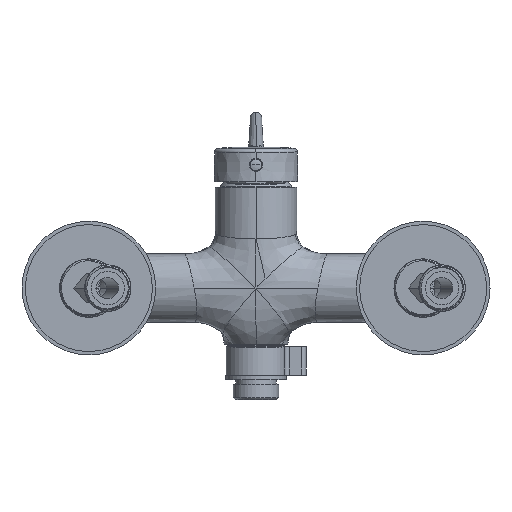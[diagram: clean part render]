
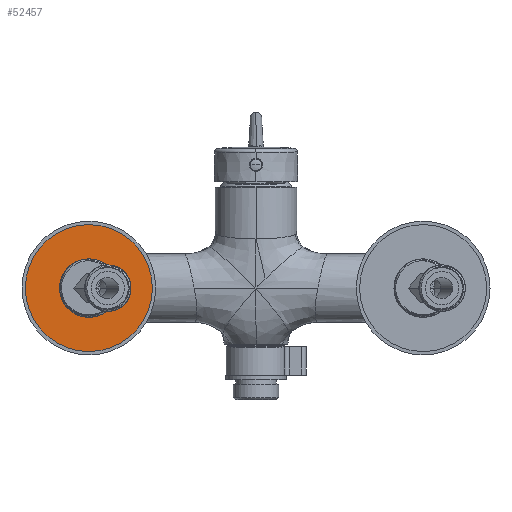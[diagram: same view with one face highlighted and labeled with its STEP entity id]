
A CAD part, front view. The second image highlights one B-rep face of the part: STEP entity #52457.
In plain terms, the highlighted planar face has unit normal (0, -1, 0).
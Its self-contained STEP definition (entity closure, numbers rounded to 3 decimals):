
#52322=CARTESIAN_POINT('',(0.,18.5,0.));
#52323=DIRECTION('',(0.,-1.,0.));
#52324=DIRECTION('',(-1.,0.,0.));
#52325=AXIS2_PLACEMENT_3D('',#52322,#52323,#52324);
#52327=CARTESIAN_POINT('',(0.,18.5,0.));
#52328=DIRECTION('',(0.,1.,0.));
#52329=DIRECTION('',(-1.,0.,0.));
#52330=AXIS2_PLACEMENT_3D('',#52327,#52328,#52329);
#52332=CARTESIAN_POINT('',(0.,18.5,0.));
#52333=DIRECTION('',(0.,1.,0.));
#52334=DIRECTION('',(-1.,0.,0.));
#52335=AXIS2_PLACEMENT_3D('',#52332,#52333,#52334);
#52345=CARTESIAN_POINT('',(0.,18.5,0.));
#52346=DIRECTION('',(0.,-1.,0.));
#52347=DIRECTION('',(-1.,0.,0.));
#52348=AXIS2_PLACEMENT_3D('',#52345,#52346,#52347);
#52389=CARTESIAN_POINT('',(-28.5,18.5,0.));
#52391=VERTEX_POINT('',#52389);
#52392=CARTESIAN_POINT('',(-10.5,18.5,0.));
#52394=VERTEX_POINT('',#52392);
#52401=CARTESIAN_POINT('',(28.5,18.5,0.));
#52403=VERTEX_POINT('',#52401);
#52404=CARTESIAN_POINT('',(10.5,18.5,0.));
#52406=VERTEX_POINT('',#52404);
#52442=CARTESIAN_POINT('',(0.,18.5,0.));
#52443=DIRECTION('',(0.,1.,0.));
#52444=DIRECTION('',(1.,0.,0.));
#52445=AXIS2_PLACEMENT_3D('',#52442,#52443,#52444);
#52446=PLANE('',#52445);
#52447=ORIENTED_EDGE('',*,*,#52434,.F.);
#52448=ORIENTED_EDGE('',*,*,#52423,.T.);
#52449=EDGE_LOOP('',(#52447,#52448));
#52450=FACE_OUTER_BOUND('',#52449,.F.);
#52452=ORIENTED_EDGE('',*,*,#52451,.F.);
#52454=ORIENTED_EDGE('',*,*,#52453,.T.);
#52455=EDGE_LOOP('',(#52452,#52454));
#52456=FACE_BOUND('',#52455,.F.);
#52457=ADVANCED_FACE('',(#52450,#52456),#52446,.F.);
#52326=CIRCLE('',#52325,28.5);
#52331=CIRCLE('',#52330,28.5);
#52336=CIRCLE('',#52335,10.5);
#52349=CIRCLE('',#52348,10.5);
#52423=EDGE_CURVE('',#52391,#52403,#52331,.T.);
#52434=EDGE_CURVE('',#52391,#52403,#52326,.T.);
#52451=EDGE_CURVE('',#52394,#52406,#52336,.T.);
#52453=EDGE_CURVE('',#52394,#52406,#52349,.T.);
